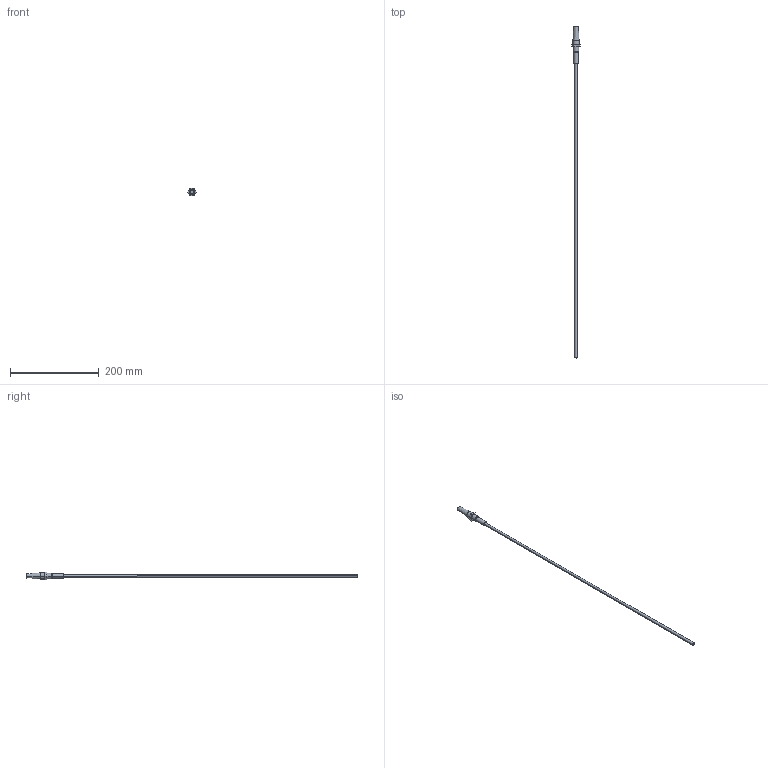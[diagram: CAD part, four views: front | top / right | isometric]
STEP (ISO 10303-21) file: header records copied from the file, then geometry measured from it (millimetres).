
FILE_DESCRIPTION((''),'2;1');
FILE_NAME('3d_31CGL1257.stp','2012-10-03T09:31:18',(''),(''),'Mechanical Desktop 2011','Mechanical Desktop 2011',', , ');
FILE_SCHEMA(('CONFIG_CONTROL_DESIGN'));
Length unit declared in the file: millimetre
Products named in the file (1): Product
Bounding box: 20 x 747 x 17.32 mm (x, y, z)
Volume: 28493.3 mm3; surface area: 16094 mm2
Topology: 1 solids, 1 shells, 27 faces, 56 edges, 36 vertices
Faces by surface type: plane 13, cylinder 10, cone 4
Entity records: 817 total; most frequent: DIRECTION 136, CARTESIAN_POINT 120, ORIENTED_EDGE 112, EDGE_CURVE 56, AXIS2_PLACEMENT_3D 52, VERTEX_POINT 36, VECTOR 32, LINE 32
